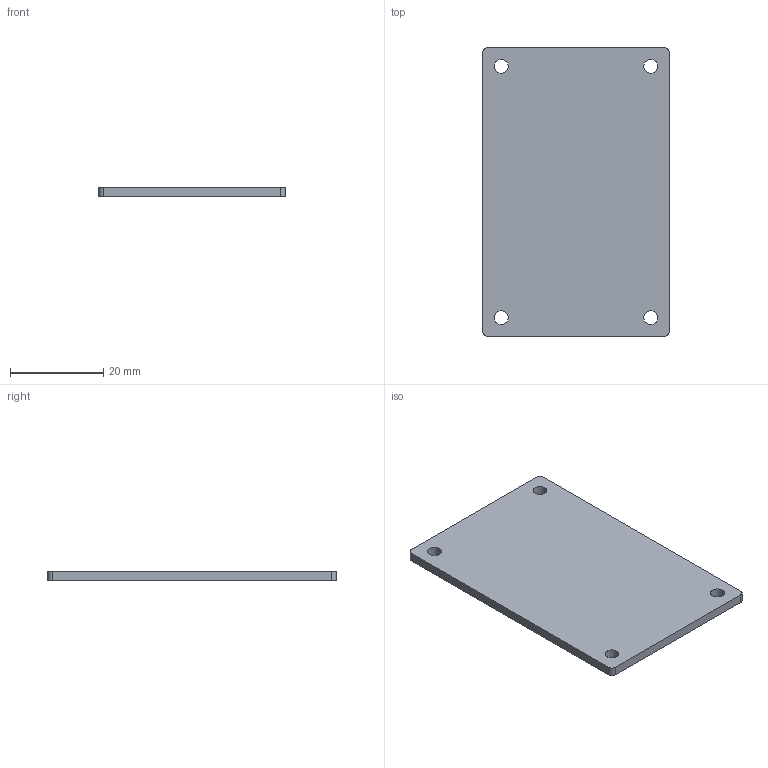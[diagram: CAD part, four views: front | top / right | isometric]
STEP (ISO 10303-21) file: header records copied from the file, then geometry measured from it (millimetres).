
FILE_DESCRIPTION(/* description */ (''),/* implementation_level */ '2;1');
FILE_NAME(/* name */ 'CaseBottomPlate.step',/* time_stamp */ '2022-09-22T05:05:17+09:00',/* author */ (''),/* organization */ (''),/* preprocessor_version */ 'ST-DEVELOPER v19',/* originating_system */ 'Autodesk Translation Framework v11.7.0.108',/* authorisation */ '');
FILE_SCHEMA (('AUTOMOTIVE_DESIGN { 1 0 10303 214 3 1 1 }'));
Length unit declared in the file: millimetre
Products named in the file (1): CaseBottomPlate
Bounding box: 40.1 x 61.96 x 2 mm (x, y, z)
Volume: 4911.2 mm3; surface area: 5391.4 mm2
Topology: 1 solids, 1 shells, 14 faces, 36 edges, 24 vertices
Faces by surface type: plane 6, cylinder 4, bspline 4
Full cylindrical faces by diameter (mm): 3 x4
Entity records: 501 total; most frequent: CARTESIAN_POINT 127, ORIENTED_EDGE 72, DIRECTION 58, EDGE_CURVE 36, VERTEX_POINT 24, EDGE_LOOP 22, LINE 20, VECTOR 20
